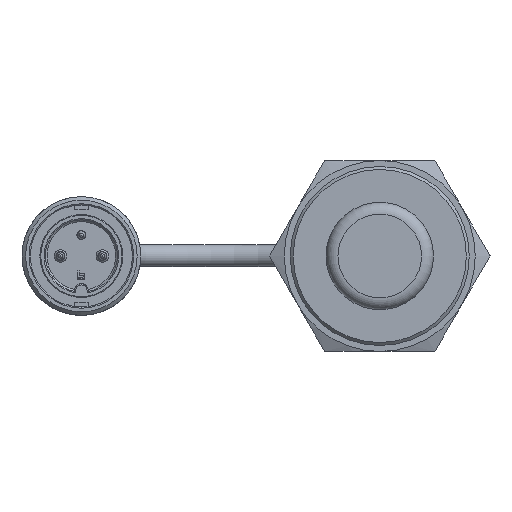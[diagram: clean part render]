
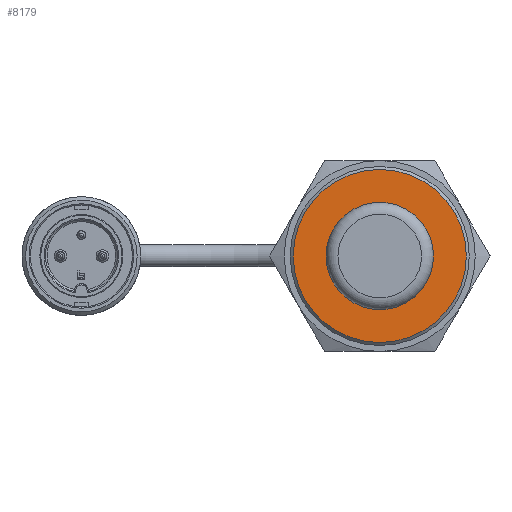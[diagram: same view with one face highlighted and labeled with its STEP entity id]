
A CAD part, left-side view. The second image highlights one B-rep face of the part: STEP entity #8179.
In plain terms, the highlighted planar face has unit normal (-1, 0, 0).
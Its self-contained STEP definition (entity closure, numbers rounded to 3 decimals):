
#1802=PLANE('',#9007);
#1880=FACE_BOUND('',#2817,.T.);
#2307=FACE_OUTER_BOUND('',#2816,.T.);
#2816=EDGE_LOOP('',(#7173));
#2817=EDGE_LOOP('',(#7174));
#3218=CIRCLE('',#9004,14.5);
#3220=CIRCLE('',#9008,9.);
#3947=VERTEX_POINT('',#17726);
#3949=VERTEX_POINT('',#17732);
#5027=EDGE_CURVE('',#3947,#3947,#3218,.T.);
#5029=EDGE_CURVE('',#3949,#3949,#3220,.T.);
#7173=ORIENTED_EDGE('',*,*,#5027,.F.);
#7174=ORIENTED_EDGE('',*,*,#5029,.T.);
#8179=ADVANCED_FACE('',(#2307,#1880),#1802,.T.);
#9004=AXIS2_PLACEMENT_3D('',#17727,#11263,#11264);
#9007=AXIS2_PLACEMENT_3D('',#17731,#11269,#11270);
#9008=AXIS2_PLACEMENT_3D('',#17733,#11271,#11272);
#11263=DIRECTION('center_axis',(1.,0.,0.));
#11264=DIRECTION('ref_axis',(0.,1.,0.));
#11269=DIRECTION('center_axis',(-1.,0.,0.));
#11270=DIRECTION('ref_axis',(0.,1.,0.));
#11271=DIRECTION('center_axis',(1.,0.,0.));
#11272=DIRECTION('ref_axis',(0.,-1.,0.));
#17726=CARTESIAN_POINT('',(181.415,-271.704,-465.826));
#17727=CARTESIAN_POINT('Origin',(181.415,-257.204,-465.826));
#17731=CARTESIAN_POINT('Origin',(181.415,-257.204,-465.826));
#17732=CARTESIAN_POINT('',(181.415,-248.204,-465.826));
#17733=CARTESIAN_POINT('Origin',(181.415,-257.204,-465.826));
